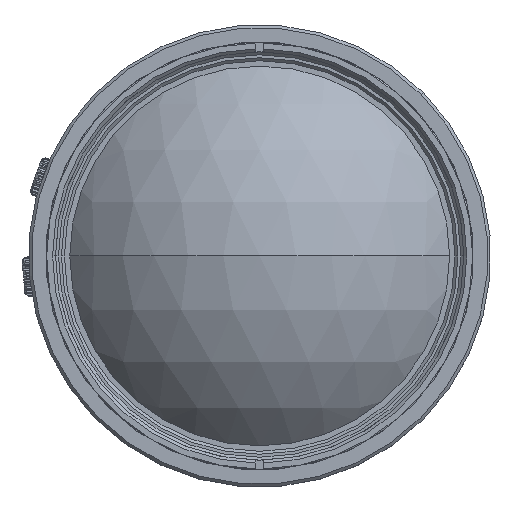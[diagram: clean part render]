
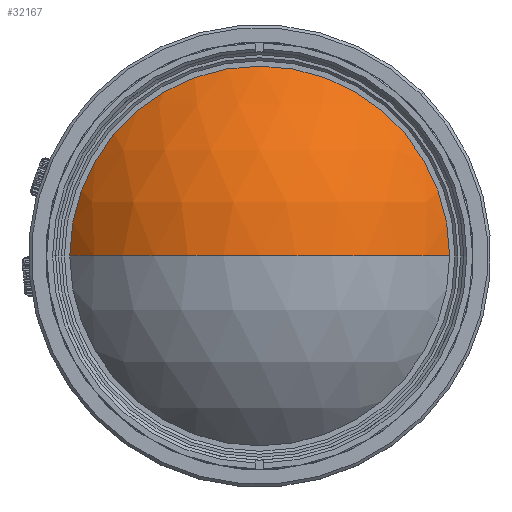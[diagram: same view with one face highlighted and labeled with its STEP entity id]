
A CAD part, top view. The second image highlights one B-rep face of the part: STEP entity #32167.
In plain terms, the highlighted spherical face has radius 24.5 mm.
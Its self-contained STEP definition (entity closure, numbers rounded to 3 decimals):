
#2776 = DIRECTION ( 'NONE',  ( 0., 0., -1. ) ) ;
#4744 = CIRCLE ( 'NONE', #59506, 24.5 ) ;
#5239 = FACE_OUTER_BOUND ( 'NONE', #197645, .T. ) ;
#20144 = DIRECTION ( 'NONE',  ( 0., 0., 1. ) ) ;
#23643 = CARTESIAN_POINT ( 'NONE',  ( -0.001, -0.001, 30.739 ) ) ;
#26050 = VERTEX_POINT ( 'NONE', #129432 ) ;
#32167 = ADVANCED_FACE ( 'NONE', ( #5239 ), #226302, .T. ) ;
#59506 = AXIS2_PLACEMENT_3D ( 'NONE', #124689, #194056, #20144 ) ;
#69525 = ORIENTED_EDGE ( 'NONE', *, *, #173346, .T. ) ;
#71386 = EDGE_CURVE ( 'NONE', #26050, #213139, #217392, .T. ) ;
#76607 = VERTEX_POINT ( 'NONE', #211119 ) ;
#94632 = ORIENTED_EDGE ( 'NONE', *, *, #71386, .F. ) ;
#108017 = DIRECTION ( 'NONE',  ( 0., -1., 0. ) ) ;
#122653 = AXIS2_PLACEMENT_3D ( 'NONE', #23643, #196879, #180054 ) ;
#124689 = CARTESIAN_POINT ( 'NONE',  ( -0.001, -0.001, 30.739 ) ) ;
#124789 = CARTESIAN_POINT ( 'NONE',  ( -0.001, -0.001, 30.739 ) ) ;
#129432 = CARTESIAN_POINT ( 'NONE',  ( -0.001, -0.001, 55.239 ) ) ;
#133566 = CARTESIAN_POINT ( 'NONE',  ( -19.301, -0.001, 45.83 ) ) ;
#173280 = DIRECTION ( 'NONE',  ( 0., 1., 0. ) ) ;
#173346 = EDGE_CURVE ( 'NONE', #26050, #76607, #4744, .T. ) ;
#180054 = DIRECTION ( 'NONE',  ( -1., 0., 0. ) ) ;
#185033 = AXIS2_PLACEMENT_3D ( 'NONE', #205387, #223627, #173280 ) ;
#185332 = AXIS2_PLACEMENT_3D ( 'NONE', #124789, #108017, #2776 ) ;
#190901 = CIRCLE ( 'NONE', #185033, 19.3 ) ;
#194056 = DIRECTION ( 'NONE',  ( 0., 1., 0. ) ) ;
#195909 = ORIENTED_EDGE ( 'NONE', *, *, #197179, .F. ) ;
#196879 = DIRECTION ( 'NONE',  ( 0., 1., 0. ) ) ;
#197179 = EDGE_CURVE ( 'NONE', #213139, #76607, #190901, .T. ) ;
#197645 = EDGE_LOOP ( 'NONE', ( #94632, #69525, #195909 ) ) ;
#205387 = CARTESIAN_POINT ( 'NONE',  ( -0.001, -0.001, 45.83 ) ) ;
#211119 = CARTESIAN_POINT ( 'NONE',  ( 19.299, -0.001, 45.83 ) ) ;
#213139 = VERTEX_POINT ( 'NONE', #133566 ) ;
#217392 = CIRCLE ( 'NONE', #185332, 24.5 ) ;
#223627 = DIRECTION ( 'NONE',  ( 0., 0., -1. ) ) ;
#226302 = SPHERICAL_SURFACE ( 'NONE', #122653, 24.5 ) ;
